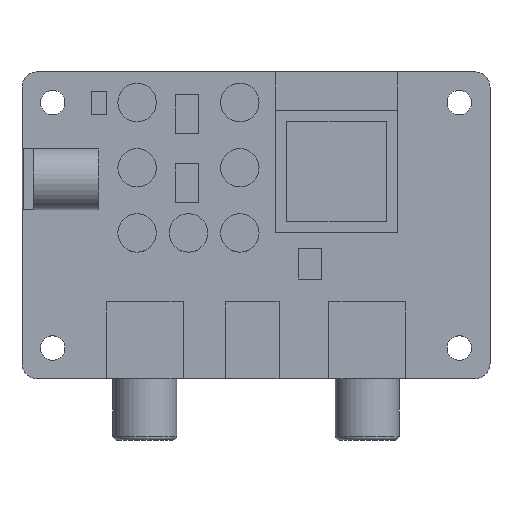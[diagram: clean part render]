
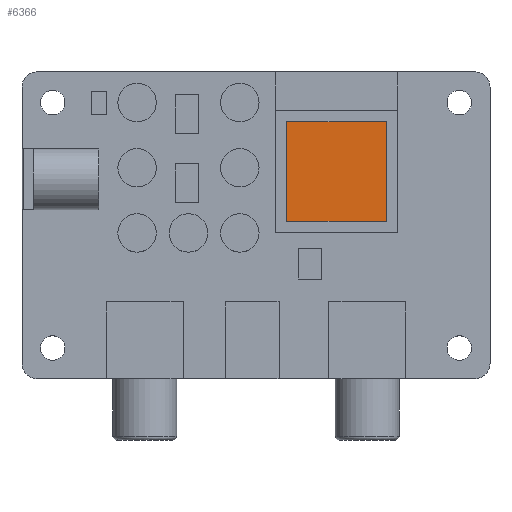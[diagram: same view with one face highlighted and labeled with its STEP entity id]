
A CAD part, top view. The second image highlights one B-rep face of the part: STEP entity #6366.
In plain terms, the highlighted planar face has unit normal (0, 0, 1).
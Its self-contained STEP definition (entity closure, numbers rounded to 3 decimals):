
#5358 = PLANE('',#5359);
#5359 = AXIS2_PLACEMENT_3D('',#5360,#5361,#5362);
#5360 = CARTESIAN_POINT('',(34.5,20.5,2.3));
#5361 = DIRECTION('',(0.,1.,0.));
#5362 = DIRECTION('',(1.,0.,0.));
#5386 = PLANE('',#5387);
#5387 = AXIS2_PLACEMENT_3D('',#5388,#5389,#5390);
#5388 = CARTESIAN_POINT('',(47.5,20.5,2.3));
#5389 = DIRECTION('',(-1.,0.,0.));
#5390 = DIRECTION('',(0.,1.,0.));
#5414 = PLANE('',#5415);
#5415 = AXIS2_PLACEMENT_3D('',#5416,#5417,#5418);
#5416 = CARTESIAN_POINT('',(47.5,33.5,2.3));
#5417 = DIRECTION('',(0.,-1.,0.));
#5418 = DIRECTION('',(-1.,0.,0.));
#5440 = PLANE('',#5441);
#5441 = AXIS2_PLACEMENT_3D('',#5442,#5443,#5444);
#5442 = CARTESIAN_POINT('',(34.5,33.5,2.3));
#5443 = DIRECTION('',(1.,0.,0.));
#5444 = DIRECTION('',(0.,-1.,0.));
#5977 = VERTEX_POINT('',#5978);
#5978 = CARTESIAN_POINT('',(34.5,20.5,3.3));
#5999 = EDGE_CURVE('',#5977,#6000,#6002,.T.);
#6000 = VERTEX_POINT('',#6001);
#6001 = CARTESIAN_POINT('',(47.5,20.5,3.3));
#6002 = SURFACE_CURVE('',#6003,(#6007,#6014),.PCURVE_S1.);
#6003 = LINE('',#6004,#6005);
#6004 = CARTESIAN_POINT('',(34.5,20.5,3.3));
#6005 = VECTOR('',#6006,1.);
#6006 = DIRECTION('',(1.,0.,0.));
#6007 = PCURVE('',#5358,#6008);
#6008 = DEFINITIONAL_REPRESENTATION('',(#6009),#6013);
#6009 = LINE('',#6010,#6011);
#6010 = CARTESIAN_POINT('',(0.,-1.));
#6011 = VECTOR('',#6012,1.);
#6012 = DIRECTION('',(1.,0.));
#6013 = ( GEOMETRIC_REPRESENTATION_CONTEXT(2) 
PARAMETRIC_REPRESENTATION_CONTEXT() REPRESENTATION_CONTEXT('2D SPACE',''
  ) );
#6014 = PCURVE('',#6015,#6020);
#6015 = PLANE('',#6016);
#6016 = AXIS2_PLACEMENT_3D('',#6017,#6018,#6019);
#6017 = CARTESIAN_POINT('',(34.5,20.5,3.3));
#6018 = DIRECTION('',(0.,0.,-1.));
#6019 = DIRECTION('',(-1.,0.,0.));
#6020 = DEFINITIONAL_REPRESENTATION('',(#6021),#6025);
#6021 = LINE('',#6022,#6023);
#6022 = CARTESIAN_POINT('',(0.,0.));
#6023 = VECTOR('',#6024,1.);
#6024 = DIRECTION('',(-1.,0.));
#6025 = ( GEOMETRIC_REPRESENTATION_CONTEXT(2) 
PARAMETRIC_REPRESENTATION_CONTEXT() REPRESENTATION_CONTEXT('2D SPACE',''
  ) );
#6053 = VERTEX_POINT('',#6054);
#6054 = CARTESIAN_POINT('',(34.5,33.5,3.3));
#6075 = EDGE_CURVE('',#6053,#5977,#6076,.T.);
#6076 = SURFACE_CURVE('',#6077,(#6081,#6088),.PCURVE_S1.);
#6077 = LINE('',#6078,#6079);
#6078 = CARTESIAN_POINT('',(34.5,33.5,3.3));
#6079 = VECTOR('',#6080,1.);
#6080 = DIRECTION('',(0.,-1.,0.));
#6081 = PCURVE('',#5440,#6082);
#6082 = DEFINITIONAL_REPRESENTATION('',(#6083),#6087);
#6083 = LINE('',#6084,#6085);
#6084 = CARTESIAN_POINT('',(0.,-1.));
#6085 = VECTOR('',#6086,1.);
#6086 = DIRECTION('',(1.,0.));
#6087 = ( GEOMETRIC_REPRESENTATION_CONTEXT(2) 
PARAMETRIC_REPRESENTATION_CONTEXT() REPRESENTATION_CONTEXT('2D SPACE',''
  ) );
#6088 = PCURVE('',#6015,#6089);
#6089 = DEFINITIONAL_REPRESENTATION('',(#6090),#6094);
#6090 = LINE('',#6091,#6092);
#6091 = CARTESIAN_POINT('',(0.,13.));
#6092 = VECTOR('',#6093,1.);
#6093 = DIRECTION('',(0.,-1.));
#6094 = ( GEOMETRIC_REPRESENTATION_CONTEXT(2) 
PARAMETRIC_REPRESENTATION_CONTEXT() REPRESENTATION_CONTEXT('2D SPACE',''
  ) );
#6102 = EDGE_CURVE('',#6000,#6103,#6105,.T.);
#6103 = VERTEX_POINT('',#6104);
#6104 = CARTESIAN_POINT('',(47.5,33.5,3.3));
#6105 = SURFACE_CURVE('',#6106,(#6110,#6117),.PCURVE_S1.);
#6106 = LINE('',#6107,#6108);
#6107 = CARTESIAN_POINT('',(47.5,20.5,3.3));
#6108 = VECTOR('',#6109,1.);
#6109 = DIRECTION('',(0.,1.,0.));
#6110 = PCURVE('',#5386,#6111);
#6111 = DEFINITIONAL_REPRESENTATION('',(#6112),#6116);
#6112 = LINE('',#6113,#6114);
#6113 = CARTESIAN_POINT('',(0.,-1.));
#6114 = VECTOR('',#6115,1.);
#6115 = DIRECTION('',(1.,0.));
#6116 = ( GEOMETRIC_REPRESENTATION_CONTEXT(2) 
PARAMETRIC_REPRESENTATION_CONTEXT() REPRESENTATION_CONTEXT('2D SPACE',''
  ) );
#6117 = PCURVE('',#6015,#6118);
#6118 = DEFINITIONAL_REPRESENTATION('',(#6119),#6123);
#6119 = LINE('',#6120,#6121);
#6120 = CARTESIAN_POINT('',(-13.,0.));
#6121 = VECTOR('',#6122,1.);
#6122 = DIRECTION('',(0.,1.));
#6123 = ( GEOMETRIC_REPRESENTATION_CONTEXT(2) 
PARAMETRIC_REPRESENTATION_CONTEXT() REPRESENTATION_CONTEXT('2D SPACE',''
  ) );
#6151 = EDGE_CURVE('',#6103,#6053,#6152,.T.);
#6152 = SURFACE_CURVE('',#6153,(#6157,#6164),.PCURVE_S1.);
#6153 = LINE('',#6154,#6155);
#6154 = CARTESIAN_POINT('',(47.5,33.5,3.3));
#6155 = VECTOR('',#6156,1.);
#6156 = DIRECTION('',(-1.,0.,0.));
#6157 = PCURVE('',#5414,#6158);
#6158 = DEFINITIONAL_REPRESENTATION('',(#6159),#6163);
#6159 = LINE('',#6160,#6161);
#6160 = CARTESIAN_POINT('',(0.,-1.));
#6161 = VECTOR('',#6162,1.);
#6162 = DIRECTION('',(1.,0.));
#6163 = ( GEOMETRIC_REPRESENTATION_CONTEXT(2) 
PARAMETRIC_REPRESENTATION_CONTEXT() REPRESENTATION_CONTEXT('2D SPACE',''
  ) );
#6164 = PCURVE('',#6015,#6165);
#6165 = DEFINITIONAL_REPRESENTATION('',(#6166),#6170);
#6166 = LINE('',#6167,#6168);
#6167 = CARTESIAN_POINT('',(-13.,13.));
#6168 = VECTOR('',#6169,1.);
#6169 = DIRECTION('',(1.,0.));
#6170 = ( GEOMETRIC_REPRESENTATION_CONTEXT(2) 
PARAMETRIC_REPRESENTATION_CONTEXT() REPRESENTATION_CONTEXT('2D SPACE',''
  ) );
#6366 = ADVANCED_FACE('',(#6367),#6015,.F.);
#6367 = FACE_BOUND('',#6368,.T.);
#6368 = EDGE_LOOP('',(#6369,#6370,#6371,#6372));
#6369 = ORIENTED_EDGE('',*,*,#5999,.T.);
#6370 = ORIENTED_EDGE('',*,*,#6102,.T.);
#6371 = ORIENTED_EDGE('',*,*,#6151,.T.);
#6372 = ORIENTED_EDGE('',*,*,#6075,.T.);
